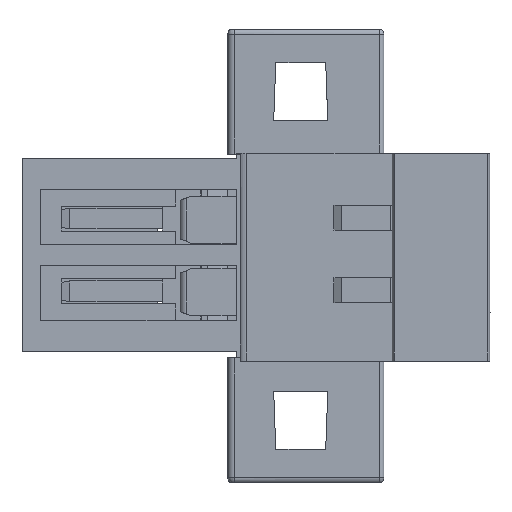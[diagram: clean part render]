
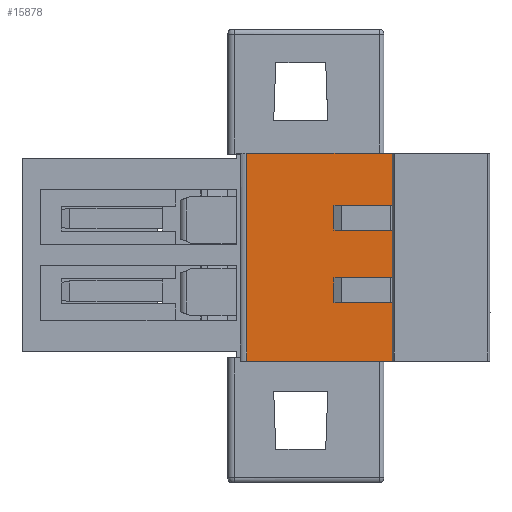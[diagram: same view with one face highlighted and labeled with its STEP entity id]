
A CAD part, left-side view. The second image highlights one B-rep face of the part: STEP entity #15878.
In plain terms, the highlighted planar face has unit normal (-1, 0, 0).
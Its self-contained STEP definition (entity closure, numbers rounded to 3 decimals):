
#2688=DIRECTION('',(0.,0.,1.));
#2689=VECTOR('',#2688,10.);
#2690=CARTESIAN_POINT('',(0.5,11.726,-2.95));
#2691=LINE('',#2690,#2689);
#2692=DIRECTION('',(0.,1.,0.));
#2693=VECTOR('',#2692,7.);
#2694=CARTESIAN_POINT('',(0.5,4.726,7.05));
#2695=LINE('',#2694,#2693);
#2696=DIRECTION('',(0.,0.,-1.));
#2697=VECTOR('',#2696,2.8);
#2698=CARTESIAN_POINT('',(0.5,4.726,-0.15));
#2699=LINE('',#2698,#2697);
#2704=DIRECTION('',(0.,0.,1.));
#2705=VECTOR('',#2704,2.3);
#2706=CARTESIAN_POINT('',(0.5,4.726,1.05));
#2707=LINE('',#2706,#2705);
#2712=DIRECTION('',(0.,0.,-1.));
#2713=VECTOR('',#2712,2.5);
#2714=CARTESIAN_POINT('',(0.5,4.726,7.05));
#2715=LINE('',#2714,#2713);
#3340=DIRECTION('',(0.,-1.,0.));
#3341=VECTOR('',#3340,2.8);
#3342=CARTESIAN_POINT('',(0.5,7.526,-0.15));
#3343=LINE('',#3342,#3341);
#3361=DIRECTION('',(0.,1.,0.));
#3362=VECTOR('',#3361,2.8);
#3363=CARTESIAN_POINT('',(0.5,4.726,1.05));
#3364=LINE('',#3363,#3362);
#3386=DIRECTION('',(0.,0.,-1.));
#3387=VECTOR('',#3386,1.2);
#3388=CARTESIAN_POINT('',(0.5,7.526,1.05));
#3389=LINE('',#3388,#3387);
#4613=DIRECTION('',(0.,-1.,0.));
#4614=VECTOR('',#4613,2.8);
#4615=CARTESIAN_POINT('',(0.5,7.526,3.35));
#4616=LINE('',#4615,#4614);
#4634=DIRECTION('',(0.,1.,0.));
#4635=VECTOR('',#4634,2.8);
#4636=CARTESIAN_POINT('',(0.5,4.726,4.55));
#4637=LINE('',#4636,#4635);
#4659=DIRECTION('',(0.,0.,-1.));
#4660=VECTOR('',#4659,1.2);
#4661=CARTESIAN_POINT('',(0.5,7.526,4.55));
#4662=LINE('',#4661,#4660);
#5777=DIRECTION('',(0.,1.,0.));
#5778=VECTOR('',#5777,7.);
#5779=CARTESIAN_POINT('',(0.5,4.726,-2.95));
#5780=LINE('',#5779,#5778);
#9355=CARTESIAN_POINT('',(0.5,11.726,7.05));
#9357=VERTEX_POINT('',#9355);
#9358=CARTESIAN_POINT('',(0.5,7.526,3.35));
#9359=CARTESIAN_POINT('',(0.5,4.726,3.35));
#9360=VERTEX_POINT('',#9358);
#9361=VERTEX_POINT('',#9359);
#9362=CARTESIAN_POINT('',(0.5,7.526,4.55));
#9363=VERTEX_POINT('',#9362);
#9364=CARTESIAN_POINT('',(0.5,4.726,4.55));
#9365=VERTEX_POINT('',#9364);
#9366=CARTESIAN_POINT('',(0.5,4.726,7.05));
#9367=VERTEX_POINT('',#9366);
#10784=CARTESIAN_POINT('',(0.5,11.726,-2.95));
#10785=VERTEX_POINT('',#10784);
#10786=CARTESIAN_POINT('',(0.5,4.726,-2.95));
#10787=VERTEX_POINT('',#10786);
#10788=CARTESIAN_POINT('',(0.5,4.726,-0.15));
#10789=VERTEX_POINT('',#10788);
#10790=CARTESIAN_POINT('',(0.5,7.526,-0.15));
#10791=VERTEX_POINT('',#10790);
#10792=CARTESIAN_POINT('',(0.5,7.526,1.05));
#10793=VERTEX_POINT('',#10792);
#10794=CARTESIAN_POINT('',(0.5,4.726,1.05));
#10795=VERTEX_POINT('',#10794);
#15849=CARTESIAN_POINT('',(0.5,8.226,-1.45));
#15850=DIRECTION('',(1.,0.,0.));
#15851=DIRECTION('',(0.,1.,0.));
#15852=AXIS2_PLACEMENT_3D('',#15849,#15850,#15851);
#15853=PLANE('',#15852);
#15855=ORIENTED_EDGE('',*,*,#15854,.F.);
#15857=ORIENTED_EDGE('',*,*,#15856,.T.);
#15859=ORIENTED_EDGE('',*,*,#15858,.T.);
#15861=ORIENTED_EDGE('',*,*,#15860,.T.);
#15863=ORIENTED_EDGE('',*,*,#15862,.T.);
#15865=ORIENTED_EDGE('',*,*,#15864,.T.);
#15866=ORIENTED_EDGE('',*,*,#15839,.T.);
#15867=ORIENTED_EDGE('',*,*,#15764,.F.);
#15869=ORIENTED_EDGE('',*,*,#15868,.T.);
#15871=ORIENTED_EDGE('',*,*,#15870,.T.);
#15873=ORIENTED_EDGE('',*,*,#15872,.T.);
#15875=ORIENTED_EDGE('',*,*,#15874,.T.);
#15876=EDGE_LOOP('',(#15855,#15857,#15859,#15861,#15863,#15865,#15866,#15867,
#15869,#15871,#15873,#15875));
#15877=FACE_OUTER_BOUND('',#15876,.F.);
#15764=EDGE_CURVE('',#9367,#9357,#2695,.T.);
#15839=EDGE_CURVE('',#10785,#9357,#2691,.T.);
#15854=EDGE_CURVE('',#10795,#9361,#2707,.T.);
#15856=EDGE_CURVE('',#10795,#10793,#3364,.T.);
#15858=EDGE_CURVE('',#10793,#10791,#3389,.T.);
#15860=EDGE_CURVE('',#10791,#10789,#3343,.T.);
#15862=EDGE_CURVE('',#10789,#10787,#2699,.T.);
#15864=EDGE_CURVE('',#10787,#10785,#5780,.T.);
#15868=EDGE_CURVE('',#9367,#9365,#2715,.T.);
#15870=EDGE_CURVE('',#9365,#9363,#4637,.T.);
#15872=EDGE_CURVE('',#9363,#9360,#4662,.T.);
#15874=EDGE_CURVE('',#9360,#9361,#4616,.T.);
#15878=ADVANCED_FACE('',(#15877),#15853,.F.);
